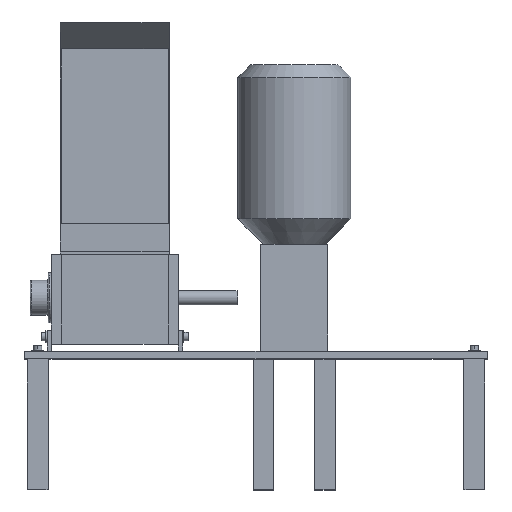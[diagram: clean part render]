
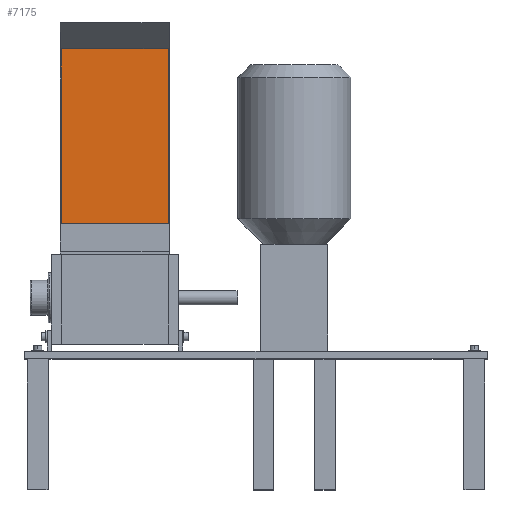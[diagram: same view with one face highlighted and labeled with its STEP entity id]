
A CAD part, top view. The second image highlights one B-rep face of the part: STEP entity #7175.
In plain terms, the highlighted face is planar.
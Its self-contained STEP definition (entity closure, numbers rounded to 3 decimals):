
#409 = LINE ( 'NONE', #7266, #8427 ) ;
#507 = CARTESIAN_POINT ( 'NONE',  ( 104., 140., -2.5 ) ) ;
#546 = DIRECTION ( 'NONE',  ( 0., 0., -1. ) ) ;
#934 = VERTEX_POINT ( 'NONE', #507 ) ;
#964 = LINE ( 'NONE', #7739, #1458 ) ;
#1202 = CARTESIAN_POINT ( 'NONE',  ( 0., 0., -2.5 ) ) ;
#1242 = LINE ( 'NONE', #7299, #4701 ) ;
#1458 = VECTOR ( 'NONE', #6170, 1000. ) ;
#1548 = EDGE_CURVE ( 'NONE', #4060, #3238, #1242, .T. ) ;
#1811 = DIRECTION ( 'NONE',  ( 1., 0., 0. ) ) ;
#2019 = VERTEX_POINT ( 'NONE', #8038 ) ;
#2432 = ORIENTED_EDGE ( 'NONE', *, *, #1548, .F. ) ;
#2671 = ORIENTED_EDGE ( 'NONE', *, *, #6690, .F. ) ;
#3238 = VERTEX_POINT ( 'NONE', #9696 ) ;
#4060 = VERTEX_POINT ( 'NONE', #6836 ) ;
#4199 = EDGE_CURVE ( 'NONE', #3238, #2019, #409, .T. ) ;
#4218 = DIRECTION ( 'NONE',  ( -1., 0., 0. ) ) ;
#4511 = DIRECTION ( 'NONE',  ( 0., 1., 0. ) ) ;
#4701 = VECTOR ( 'NONE', #6351, 1000. ) ;
#5067 = PLANE ( 'NONE',  #6706 ) ;
#6170 = DIRECTION ( 'NONE',  ( -1., 0., 0. ) ) ;
#6351 = DIRECTION ( 'NONE',  ( 0., -1., 0. ) ) ;
#6690 = EDGE_CURVE ( 'NONE', #934, #4060, #964, .T. ) ;
#6706 = AXIS2_PLACEMENT_3D ( 'NONE', #1202, #546, #4218 ) ;
#6836 = CARTESIAN_POINT ( 'NONE',  ( -104., 140., -2.5 ) ) ;
#7175 = ADVANCED_FACE ( 'NONE', ( #8015 ), #5067, .T. ) ;
#7238 = EDGE_CURVE ( 'NONE', #2019, #934, #7616, .T. ) ;
#7266 = CARTESIAN_POINT ( 'NONE',  ( -104., -200., -2.5 ) ) ;
#7299 = CARTESIAN_POINT ( 'NONE',  ( -104., -200., -2.5 ) ) ;
#7540 = ORIENTED_EDGE ( 'NONE', *, *, #7238, .F. ) ;
#7616 = LINE ( 'NONE', #9157, #8460 ) ;
#7734 = EDGE_LOOP ( 'NONE', ( #2671, #7540, #8587, #2432 ) ) ;
#7739 = CARTESIAN_POINT ( 'NONE',  ( 0., 140., -2.5 ) ) ;
#8015 = FACE_OUTER_BOUND ( 'NONE', #7734, .T. ) ;
#8038 = CARTESIAN_POINT ( 'NONE',  ( 104., -200., -2.5 ) ) ;
#8427 = VECTOR ( 'NONE', #1811, 1000. ) ;
#8460 = VECTOR ( 'NONE', #4511, 1000. ) ;
#8587 = ORIENTED_EDGE ( 'NONE', *, *, #4199, .F. ) ;
#9157 = CARTESIAN_POINT ( 'NONE',  ( 104., -200., -2.5 ) ) ;
#9696 = CARTESIAN_POINT ( 'NONE',  ( -104., -200., -2.5 ) ) ;
